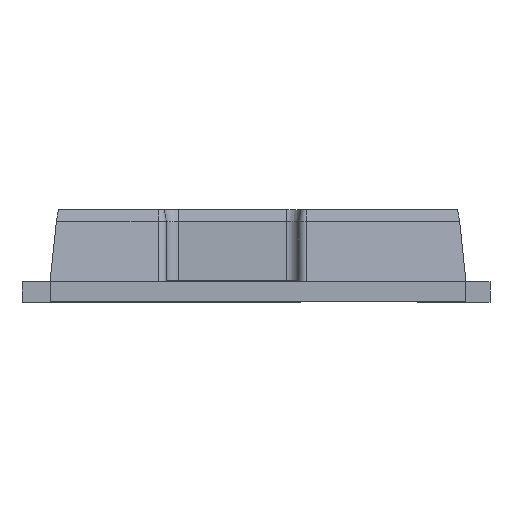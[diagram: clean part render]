
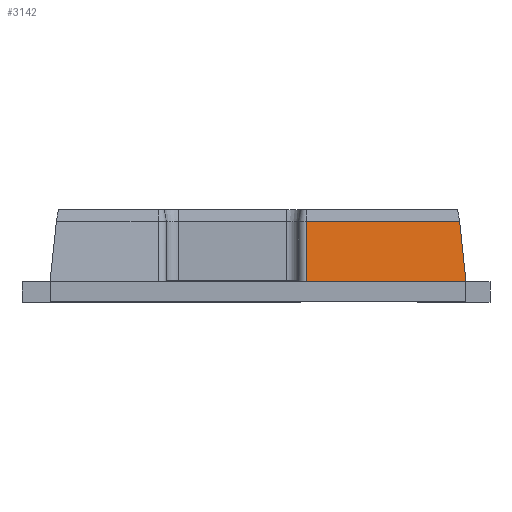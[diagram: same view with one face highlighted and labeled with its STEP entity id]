
A CAD part, left-side view. The second image highlights one B-rep face of the part: STEP entity #3142.
In plain terms, the highlighted planar face has unit normal (-0.995, 0, 0.104).
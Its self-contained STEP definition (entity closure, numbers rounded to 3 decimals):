
#214 = PLANE ( 'NONE',  #4164 ) ;
#274 = CARTESIAN_POINT ( 'NONE',  ( -4.792, -5.082, 1.502 ) ) ;
#277 = VECTOR ( 'NONE', #5129, 1000. ) ;
#319 = CARTESIAN_POINT ( 'NONE',  ( -4.95, 5.14, 0. ) ) ;
#384 = VECTOR ( 'NONE', #8194, 1000. ) ;
#631 = VERTEX_POINT ( 'NONE', #13666 ) ;
#1131 = CARTESIAN_POINT ( 'NONE',  ( -4.95, -1.26, 0. ) ) ;
#1430 = FACE_OUTER_BOUND ( 'NONE', #6725, .T. ) ;
#1537 = ORIENTED_EDGE ( 'NONE', *, *, #6954, .T. ) ;
#1844 = VECTOR ( 'NONE', #5729, 1000. ) ;
#2548 = EDGE_CURVE ( 'NONE', #8909, #15009, #5822, .T. ) ;
#3142 = ADVANCED_FACE ( 'NONE', ( #1430 ), #214, .T. ) ;
#4164 = AXIS2_PLACEMENT_3D ( 'NONE', #319, #7548, #11781 ) ;
#4236 = CARTESIAN_POINT ( 'NONE',  ( -4.95, -5.24, 0. ) ) ;
#5129 = DIRECTION ( 'NONE',  ( 0., 1., 0. ) ) ;
#5365 = VECTOR ( 'NONE', #9109, 1000. ) ;
#5729 = DIRECTION ( 'NONE',  ( -0.104, -0.104, -0.989 ) ) ;
#5822 = LINE ( 'NONE', #4236, #1844 ) ;
#6725 = EDGE_LOOP ( 'NONE', ( #15455, #7586, #15634, #1537 ) ) ;
#6954 = EDGE_CURVE ( 'NONE', #631, #15009, #16228, .T. ) ;
#7263 = EDGE_CURVE ( 'NONE', #8909, #14666, #11231, .T. ) ;
#7548 = DIRECTION ( 'NONE',  ( -0.995, 0., 0.105 ) ) ;
#7586 = ORIENTED_EDGE ( 'NONE', *, *, #7263, .T. ) ;
#7967 = CARTESIAN_POINT ( 'NONE',  ( -4.95, 5.14, 0. ) ) ;
#8194 = DIRECTION ( 'NONE',  ( -0.105, 0., -0.995 ) ) ;
#8277 = LINE ( 'NONE', #1131, #384 ) ;
#8909 = VERTEX_POINT ( 'NONE', #274 ) ;
#9109 = DIRECTION ( 'NONE',  ( 0., -1., 0. ) ) ;
#11187 = CARTESIAN_POINT ( 'NONE',  ( -4.792, -1.26, 1.502 ) ) ;
#11231 = LINE ( 'NONE', #17978, #277 ) ;
#11781 = DIRECTION ( 'NONE',  ( 0.105, 0., 0.995 ) ) ;
#13666 = CARTESIAN_POINT ( 'NONE',  ( -4.95, -1.26, 0. ) ) ;
#14666 = VERTEX_POINT ( 'NONE', #11187 ) ;
#15009 = VERTEX_POINT ( 'NONE', #15548 ) ;
#15455 = ORIENTED_EDGE ( 'NONE', *, *, #2548, .F. ) ;
#15543 = EDGE_CURVE ( 'NONE', #14666, #631, #8277, .T. ) ;
#15548 = CARTESIAN_POINT ( 'NONE',  ( -4.95, -5.24, 0. ) ) ;
#15634 = ORIENTED_EDGE ( 'NONE', *, *, #15543, .T. ) ;
#16228 = LINE ( 'NONE', #7967, #5365 ) ;
#17978 = CARTESIAN_POINT ( 'NONE',  ( -4.792, -1.26, 1.502 ) ) ;
